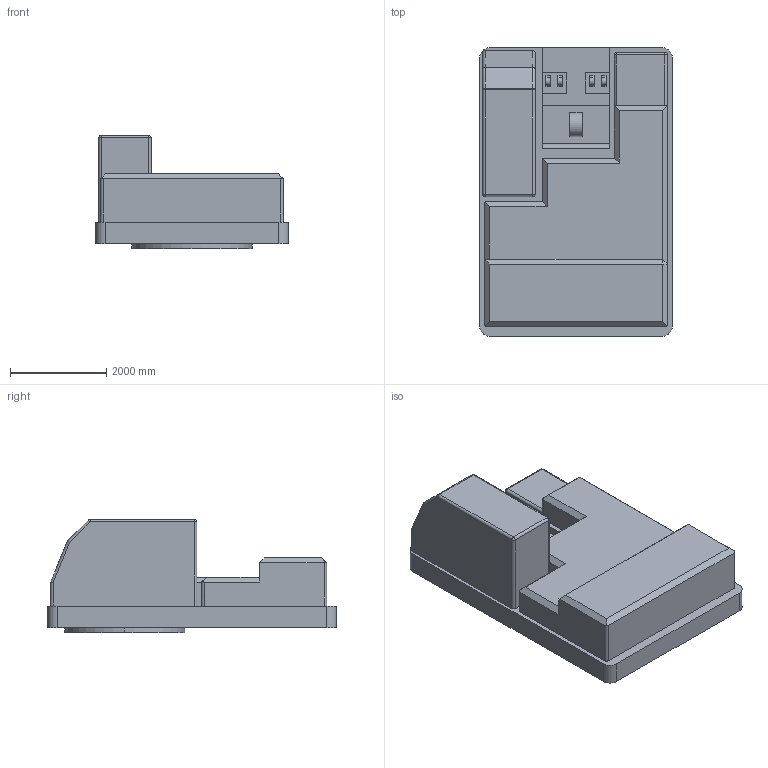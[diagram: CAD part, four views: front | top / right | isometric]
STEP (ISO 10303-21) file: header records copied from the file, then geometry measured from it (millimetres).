
FILE_DESCRIPTION (( 'STEP AP203' ), '1' );
FILE_NAME ('Chassis_Primary.STEP', '2022-03-09T01:02:04', ( '' ), ( '' ), 'SwSTEP 2.0', 'SolidWorks 2020', '' );
FILE_SCHEMA (( 'CONFIG_CONTROL_DESIGN' ));
Length unit declared in the file: millimetre
Products named in the file (2): Chassis; Chassis_Primary
Assembly tree (1 placements, depth 2):
  Chassis_Primary
    Chassis
Bounding box: 4000 x 6000 x 2350 mm (x, y, z)
Volume: 26529475969.5 mm3; surface area: 86369023.8 mm2
Topology: 1 solids, 1 shells, 132 faces, 338 edges, 212 vertices
Faces by surface type: plane 74, cylinder 52, sphere 6
Entity records: 4145 total; most frequent: CARTESIAN_POINT 730, DIRECTION 677, ORIENTED_EDGE 668, EDGE_CURVE 334, VECTOR 231, LINE 231, AXIS2_PLACEMENT_3D 223, VERTEX_POINT 212
